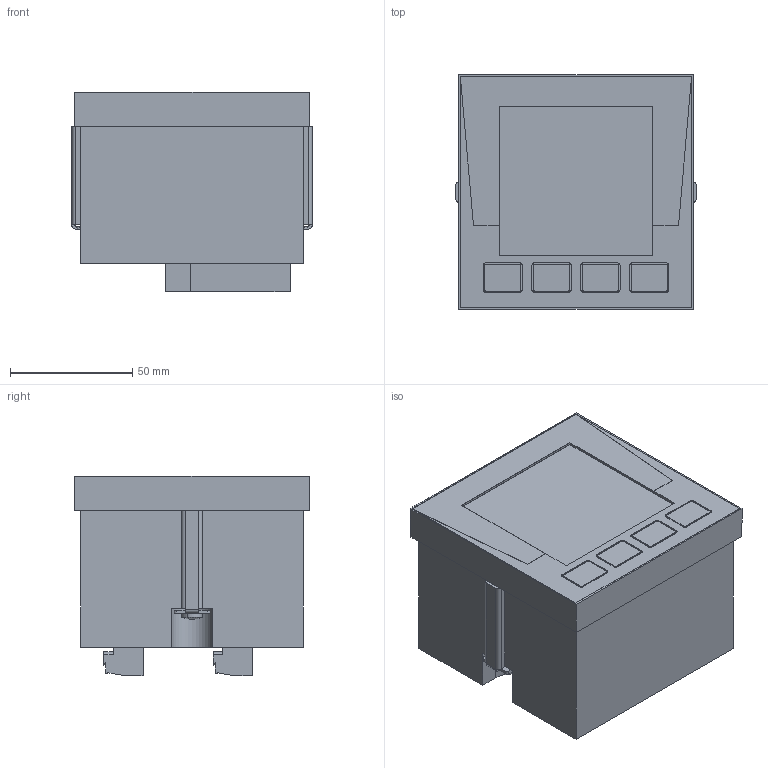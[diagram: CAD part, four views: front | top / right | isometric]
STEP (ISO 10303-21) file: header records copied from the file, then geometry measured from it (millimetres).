
FILE_DESCRIPTION(('CATIA V5R24 STEP','CAx-IF Rec.Pracs.--- Model Styling and Organization---1.2---2011-12-15'),'2;1');
FILE_NAME ('9485941_4_1423550000_S3D_POWER_MONITOR.stp','2018-05-04T12:10:12+00:00',('none'),('Weidmueller'),'CATIA Version 5-6 Release 2014 SP4','CATIA V5 STEP AP214','none');
FILE_SCHEMA(('AUTOMOTIVE_DESIGN { 1 0 10303 214 1 1 1 1 }'));
Length unit declared in the file: millimetre
Products named in the file (1): 1423550000
Bounding box: 98.2 x 96 x 81.7 mm (x, y, z)
Volume: 589882 mm3; surface area: 81356 mm2
Topology: 29 solids, 29 shells, 1354 faces, 3823 edges, 2605 vertices
Faces by surface type: plane 1034, cylinder 242, extrusion 74, torus 4
Entity records: 43854 total; most frequent: CARTESIAN_POINT 10027, ORIENTED_EDGE 7646, DIRECTION 5023, EDGE_CURVE 3823, VECTOR 2917, LINE 2843, VERTEX_POINT 2605, EDGE_LOOP 1440
